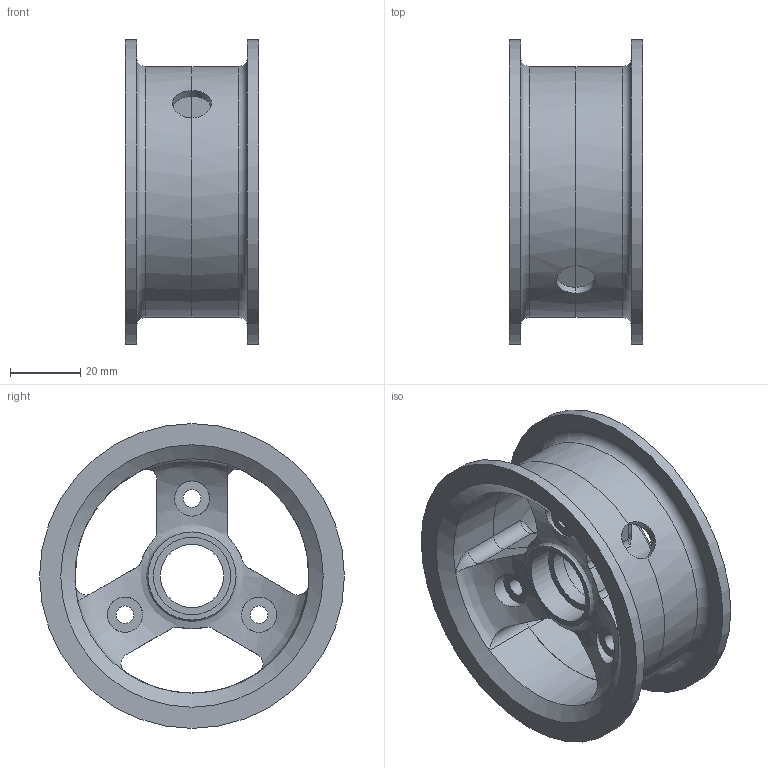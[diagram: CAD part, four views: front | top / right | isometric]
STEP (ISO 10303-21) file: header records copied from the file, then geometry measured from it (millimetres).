
FILE_DESCRIPTION(/* description */ (''),/* implementation_level */ '2;1');
FILE_NAME(/* name */ 'Bergmeister Hub v1.step',/* time_stamp */ '2022-12-06T02:29:46Z',/* author */ (''),/* organization */ (''),/* preprocessor_version */ 'ST-DEVELOPER v19.2',/* originating_system */ 'Autodesk Translation Framework v11.17.0.187',/* authorisation */ '');
FILE_SCHEMA (('AUTOMOTIVE_DESIGN { 1 0 10303 214 3 1 1 }'));
Length unit declared in the file: millimetre
Products named in the file (3): Bergmeister Hub; Flat; Deep Dish
Assembly tree (2 placements, depth 2):
  Bergmeister Hub
    Flat
    Deep Dish
Bounding box: 37.8 x 86.55 x 86.55 mm (x, y, z)
Volume: 63377.6 mm3; surface area: 36009 mm2
Topology: 2 solids, 2 shells, 115 faces, 303 edges, 192 vertices
Faces by surface type: cylinder 65, plane 30, torus 15, bspline 3, cone 2
Full cylindrical faces by diameter (mm): 5 x6, 10 x3, 18 x2, 22 x2, 26 x2, 30 x1, 66.55 x1, 71.3 x2, 86.55 x2
Entity records: 4526 total; most frequent: CARTESIAN_POINT 1539, DIRECTION 625, ORIENTED_EDGE 602, EDGE_CURVE 301, AXIS2_PLACEMENT_3D 260, VERTEX_POINT 192, EDGE_LOOP 145, CIRCLE 143
